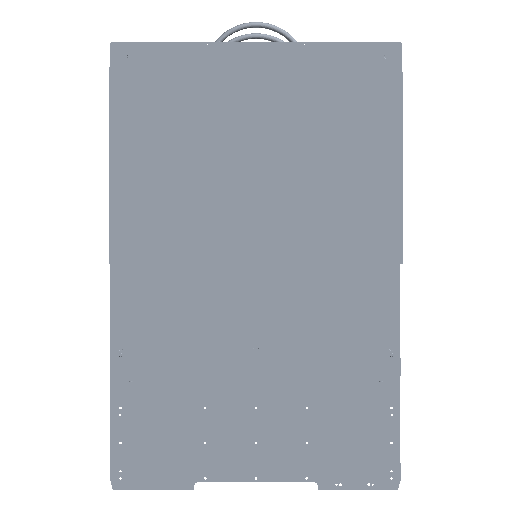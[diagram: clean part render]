
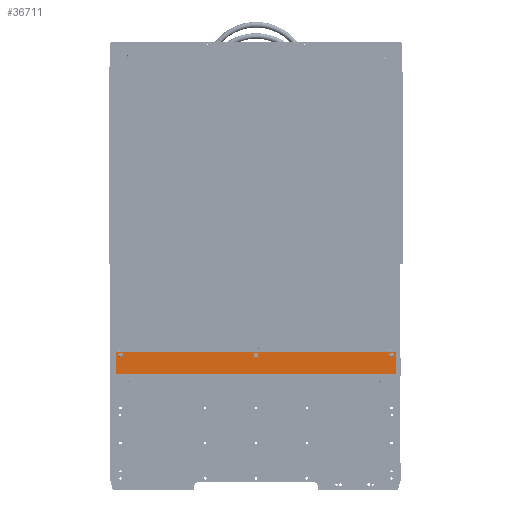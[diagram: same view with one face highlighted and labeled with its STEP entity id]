
A CAD part, front view. The second image highlights one B-rep face of the part: STEP entity #36711.
In plain terms, the highlighted planar face has unit normal (0, -1, 0).
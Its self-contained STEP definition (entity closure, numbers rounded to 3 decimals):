
#50 = DIRECTION ( 'NONE',  ( 0., 0., 1. ) ) ;
#1747 = DIRECTION ( 'NONE',  ( 0., 0., -1. ) ) ;
#1942 = EDGE_LOOP ( 'NONE', ( #33383, #68800 ) ) ;
#2413 = VECTOR ( 'NONE', #6386, 1000. ) ;
#2618 = ORIENTED_EDGE ( 'NONE', *, *, #76378, .F. ) ;
#4161 = EDGE_CURVE ( 'NONE', #66586, #46842, #17663, .T. ) ;
#4373 = VERTEX_POINT ( 'NONE', #12786 ) ;
#6386 = DIRECTION ( 'NONE',  ( 0., 0., -1. ) ) ;
#6836 = EDGE_LOOP ( 'NONE', ( #58220, #41427 ) ) ;
#6864 = DIRECTION ( 'NONE',  ( 0., -1., 0. ) ) ;
#7270 = CARTESIAN_POINT ( 'NONE',  ( 248., -5., 20. ) ) ;
#7416 = CARTESIAN_POINT ( 'NONE',  ( 248., -5., 20. ) ) ;
#7754 = DIRECTION ( 'NONE',  ( 0., -1., 0. ) ) ;
#9074 = ORIENTED_EDGE ( 'NONE', *, *, #67951, .F. ) ;
#9131 = VERTEX_POINT ( 'NONE', #85097 ) ;
#11156 = AXIS2_PLACEMENT_3D ( 'NONE', #59517, #6864, #22711 ) ;
#11643 = CARTESIAN_POINT ( 'NONE',  ( -248., -5., 20. ) ) ;
#12530 = AXIS2_PLACEMENT_3D ( 'NONE', #70247, #40558, #1747 ) ;
#12786 = CARTESIAN_POINT ( 'NONE',  ( 248., -5., -20. ) ) ;
#14834 = VECTOR ( 'NONE', #69632, 1000. ) ;
#16449 = AXIS2_PLACEMENT_3D ( 'NONE', #50985, #81662, #96513 ) ;
#17663 = CIRCLE ( 'NONE', #11156, 4. ) ;
#18800 = AXIS2_PLACEMENT_3D ( 'NONE', #98212, #82378, #50180 ) ;
#21343 = DIRECTION ( 'NONE',  ( 0., 0., -1. ) ) ;
#21347 = CIRCLE ( 'NONE', #16449, 4. ) ;
#22711 = DIRECTION ( 'NONE',  ( 0., 0., -1. ) ) ;
#22884 = EDGE_CURVE ( 'NONE', #81790, #56257, #35416, .T. ) ;
#25077 = VECTOR ( 'NONE', #21343, 1000. ) ;
#31282 = DIRECTION ( 'NONE',  ( 0., 0., -1. ) ) ;
#33027 = EDGE_CURVE ( 'NONE', #93333, #9131, #43826, .T. ) ;
#33383 = ORIENTED_EDGE ( 'NONE', *, *, #4161, .F. ) ;
#33554 = CIRCLE ( 'NONE', #18800, 4. ) ;
#35416 = CIRCLE ( 'NONE', #12530, 4. ) ;
#35535 = EDGE_CURVE ( 'NONE', #46842, #66586, #33554, .T. ) ;
#35914 = CIRCLE ( 'NONE', #42468, 4. ) ;
#35980 = CARTESIAN_POINT ( 'NONE',  ( 0., -5., 10. ) ) ;
#36711 = ADVANCED_FACE ( 'NONE', ( #100226, #52700, #60875, #46523 ), #70059, .F. ) ;
#37354 = DIRECTION ( 'NONE',  ( 0., 1., 0. ) ) ;
#37917 = LINE ( 'NONE', #7270, #14834 ) ;
#39897 = LINE ( 'NONE', #79305, #78468 ) ;
#40074 = ORIENTED_EDGE ( 'NONE', *, *, #33027, .T. ) ;
#40558 = DIRECTION ( 'NONE',  ( 0., -1., 0. ) ) ;
#41048 = ORIENTED_EDGE ( 'NONE', *, *, #22884, .F. ) ;
#41427 = ORIENTED_EDGE ( 'NONE', *, *, #95010, .F. ) ;
#42468 = AXIS2_PLACEMENT_3D ( 'NONE', #94126, #56253, #86949 ) ;
#43826 = LINE ( 'NONE', #11643, #25077 ) ;
#46440 = CARTESIAN_POINT ( 'NONE',  ( -240.5, -5., 18. ) ) ;
#46523 = FACE_OUTER_BOUND ( 'NONE', #81758, .T. ) ;
#46842 = VERTEX_POINT ( 'NONE', #46440 ) ;
#50180 = DIRECTION ( 'NONE',  ( 0., 0., -1. ) ) ;
#50985 = CARTESIAN_POINT ( 'NONE',  ( 0., -5., 14. ) ) ;
#52700 = FACE_BOUND ( 'NONE', #74405, .T. ) ;
#55282 = CARTESIAN_POINT ( 'NONE',  ( 240.5, -5., 10. ) ) ;
#56253 = DIRECTION ( 'NONE',  ( 0., -1., 0. ) ) ;
#56257 = VERTEX_POINT ( 'NONE', #93161 ) ;
#56768 = DIRECTION ( 'NONE',  ( -1., 0., 0. ) ) ;
#58220 = ORIENTED_EDGE ( 'NONE', *, *, #71351, .F. ) ;
#59517 = CARTESIAN_POINT ( 'NONE',  ( -240.5, -5., 14. ) ) ;
#60875 = FACE_BOUND ( 'NONE', #6836, .T. ) ;
#61288 = VERTEX_POINT ( 'NONE', #7416 ) ;
#61620 = VERTEX_POINT ( 'NONE', #55282 ) ;
#66586 = VERTEX_POINT ( 'NONE', #81324 ) ;
#66726 = CARTESIAN_POINT ( 'NONE',  ( 248., -5., 20. ) ) ;
#67951 = EDGE_CURVE ( 'NONE', #56257, #81790, #21347, .T. ) ;
#68800 = ORIENTED_EDGE ( 'NONE', *, *, #35535, .F. ) ;
#69589 = EDGE_CURVE ( 'NONE', #61288, #4373, #84062, .T. ) ;
#69632 = DIRECTION ( 'NONE',  ( -1., 0., 0. ) ) ;
#69734 = AXIS2_PLACEMENT_3D ( 'NONE', #77785, #7754, #31282 ) ;
#70059 = PLANE ( 'NONE',  #98982 ) ;
#70247 = CARTESIAN_POINT ( 'NONE',  ( 0., -5., 14. ) ) ;
#71351 = EDGE_CURVE ( 'NONE', #61620, #95461, #79542, .T. ) ;
#74405 = EDGE_LOOP ( 'NONE', ( #41048, #9074 ) ) ;
#76378 = EDGE_CURVE ( 'NONE', #4373, #9131, #39897, .T. ) ;
#77785 = CARTESIAN_POINT ( 'NONE',  ( 240.5, -5., 14. ) ) ;
#78026 = CARTESIAN_POINT ( 'NONE',  ( -248., -5., 20. ) ) ;
#78468 = VECTOR ( 'NONE', #56768, 1000. ) ;
#78674 = EDGE_CURVE ( 'NONE', #61288, #93333, #37917, .T. ) ;
#79305 = CARTESIAN_POINT ( 'NONE',  ( 248., -5., -20. ) ) ;
#79542 = CIRCLE ( 'NONE', #69734, 4. ) ;
#81107 = ORIENTED_EDGE ( 'NONE', *, *, #78674, .T. ) ;
#81324 = CARTESIAN_POINT ( 'NONE',  ( -240.5, -5., 10. ) ) ;
#81662 = DIRECTION ( 'NONE',  ( 0., -1., 0. ) ) ;
#81758 = EDGE_LOOP ( 'NONE', ( #40074, #2618, #87977, #81107 ) ) ;
#81790 = VERTEX_POINT ( 'NONE', #35980 ) ;
#82378 = DIRECTION ( 'NONE',  ( 0., -1., 0. ) ) ;
#84062 = LINE ( 'NONE', #66726, #2413 ) ;
#84400 = CARTESIAN_POINT ( 'NONE',  ( 248., -5., 20. ) ) ;
#85097 = CARTESIAN_POINT ( 'NONE',  ( -248., -5., -20. ) ) ;
#86949 = DIRECTION ( 'NONE',  ( 0., 0., -1. ) ) ;
#87977 = ORIENTED_EDGE ( 'NONE', *, *, #69589, .F. ) ;
#93161 = CARTESIAN_POINT ( 'NONE',  ( 0., -5., 18. ) ) ;
#93333 = VERTEX_POINT ( 'NONE', #78026 ) ;
#94126 = CARTESIAN_POINT ( 'NONE',  ( 240.5, -5., 14. ) ) ;
#95010 = EDGE_CURVE ( 'NONE', #95461, #61620, #35914, .T. ) ;
#95461 = VERTEX_POINT ( 'NONE', #97383 ) ;
#96513 = DIRECTION ( 'NONE',  ( 0., 0., -1. ) ) ;
#97383 = CARTESIAN_POINT ( 'NONE',  ( 240.5, -5., 18. ) ) ;
#98212 = CARTESIAN_POINT ( 'NONE',  ( -240.5, -5., 14. ) ) ;
#98982 = AXIS2_PLACEMENT_3D ( 'NONE', #84400, #37354, #50 ) ;
#100226 = FACE_BOUND ( 'NONE', #1942, .T. ) ;
